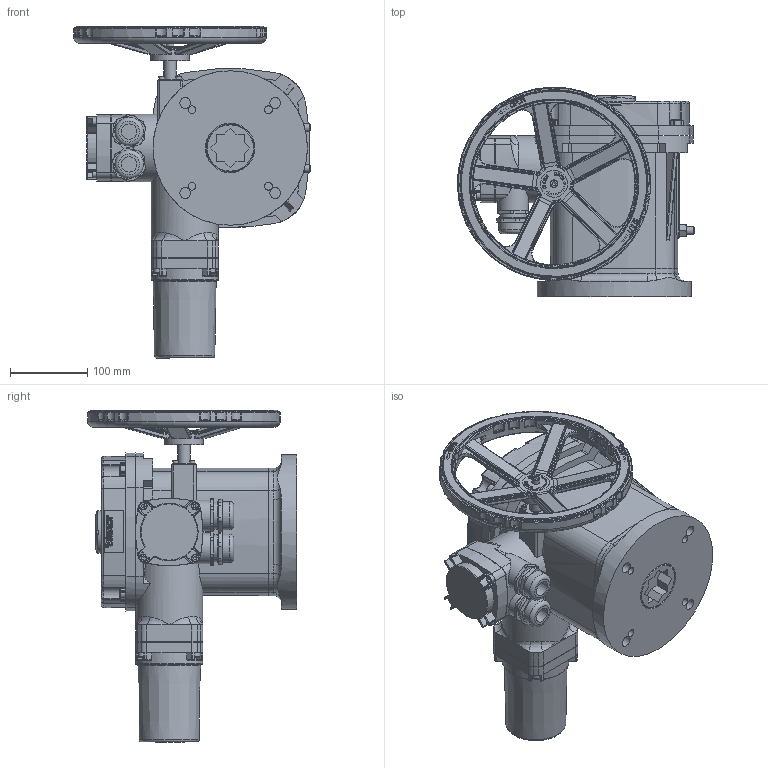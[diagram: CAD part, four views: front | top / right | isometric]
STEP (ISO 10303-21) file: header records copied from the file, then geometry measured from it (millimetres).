
FILE_DESCRIPTION(/* description */ (''),/* implementation_level */ '2;1');
FILE_NAME(/* name */ 'QT-N-300M_3D_STEP.stp',/* time_stamp */ '2025-02-10T09:06:43+03:00',/* author */ ('igorr'),/* organization */ (''),/* preprocessor_version */ 'ST-DEVELOPER v20',/* originating_system */ 'Autodesk Inventor 2025',/* authorisation */ '');
FILE_SCHEMA (('AUTOMOTIVE_DESIGN { 1 0 10303 214 3 1 1 }'));
Products named in the file (8): Сборка; Деталь; Деталь 2; ANSI B18.2.4.2M - M10x1,5; AS 1420 - 1973 - M8 x 16; AS 1420 - 1973 - M3 x 6; AS 1420 - 1973 - M4 x 8; AS 1420 - 1973 - M6 x 10
Assembly tree (25 placements, depth 2):
  Сборка
    Деталь
    Деталь 2
    ANSI B18.2.4.2M - M10x1,5  x2
    AS 1420 - 1973 - M6 x 10  x9
    AS 1420 - 1973 - M8 x 16  x4
    AS 1420 - 1973 - M3 x 6  x4
    AS 1420 - 1973 - M4 x 8  x4
Bounding box: 306.93 x 270.99 x 430 mm (x, y, z)
Volume: 9330542.9 mm3; surface area: 614660.5 mm2
Topology: 25 solids, 26 shells, 2528 faces, 6411 edges, 4038 vertices
Faces by surface type: plane 967, cylinder 624, bspline 425, torus 343, sphere 90, cone 79
Full cylindrical faces by diameter (mm): 3 x4, 4 x4, 5.5 x4, 6 x9, 7 x4, 8 x4, 8.376 x2, 10 x15, 13 x4, 14 x4, 16 x1, 20 x2, 26.942 x2, 32.726 x1, 35 x3, 36.807 x2, 37 x2, 40 x2, 41 x1, 42.663 x1, 50 x1, 55 x1, 60 x1, 62 x1, 64 x1, 76.285 x1, 87 x3, 200 x1, 210 x1, 218 x1
Entity records: 88721 total; most frequent: CARTESIAN_POINT 33375, ORIENTED_EDGE 11444, DIRECTION 10614, EDGE_CURVE 5722, AXIS2_PLACEMENT_3D 4131, VERTEX_POINT 3601, EDGE_LOOP 2379, LINE 2352
